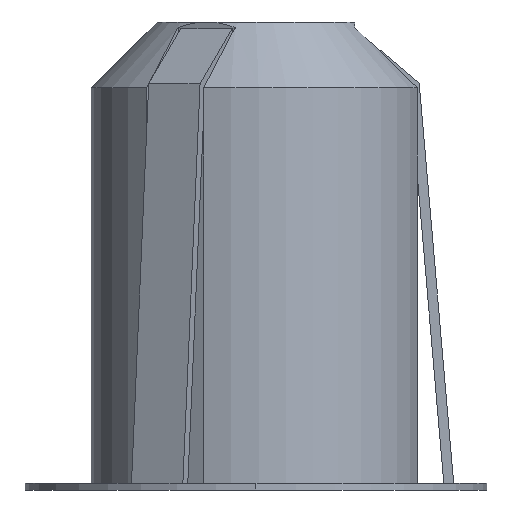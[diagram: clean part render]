
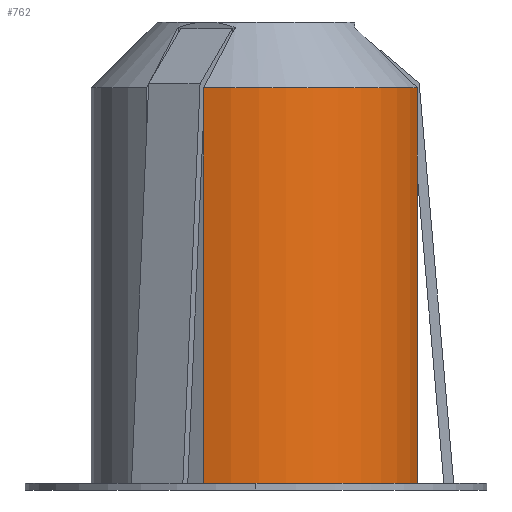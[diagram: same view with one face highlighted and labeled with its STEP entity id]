
A CAD part, left-side view. The second image highlights one B-rep face of the part: STEP entity #762.
In plain terms, the highlighted free-form (B-spline) face has degree [3, 1] with [4, 2] control points.
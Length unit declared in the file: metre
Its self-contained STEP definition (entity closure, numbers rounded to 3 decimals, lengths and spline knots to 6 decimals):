
#75=LINE('',#1152,#150);
#76=LINE('',#1166,#151);
#150=VECTOR('',#891,1.);
#151=VECTOR('',#892,1.);
#320=ORIENTED_EDGE('',*,*,#481,.F.);
#321=ORIENTED_EDGE('',*,*,#500,.F.);
#322=ORIENTED_EDGE('',*,*,#501,.F.);
#323=ORIENTED_EDGE('',*,*,#498,.T.);
#481=EDGE_CURVE('',#579,#580,#620,.F.);
#498=EDGE_CURVE('',#593,#580,#75,.T.);
#500=EDGE_CURVE('',#594,#579,#76,.T.);
#501=EDGE_CURVE('',#593,#594,#626,.T.);
#579=VERTEX_POINT('',#1095);
#580=VERTEX_POINT('',#1097);
#593=VERTEX_POINT('',#1153);
#594=VERTEX_POINT('',#1167);
#620=CIRCLE('',#801,0.025);
#626=CIRCLE('',#807,0.025);
#660=EDGE_LOOP('',(#320,#321,#322,#323));
#709=FACE_BOUND('',#660,.T.);
#736=(
BOUNDED_SURFACE()
B_SPLINE_SURFACE(3,1,((#1158,#1159),(#1160,#1161),(#1162,#1163),(#1164,
#1165)),.CYLINDRICAL_SURF.,.F.,.F.,.F.)
B_SPLINE_SURFACE_WITH_KNOTS((4,4),(2,2),(0.,1.),(0.,1.),
 .PIECEWISE_BEZIER_KNOTS.)
GEOMETRIC_REPRESENTATION_ITEM()
RATIONAL_B_SPLINE_SURFACE(((1.,1.),(0.674,0.674),
(0.674,0.674),(1.,1.)))
REPRESENTATION_ITEM('')
SURFACE()
);
#762=ADVANCED_FACE('',(#709),#736,.T.);
#801=AXIS2_PLACEMENT_3D('',#1096,#870,#871);
#807=AXIS2_PLACEMENT_3D('',#1168,#893,#894);
#870=DIRECTION('',(0.,0.,1.));
#871=DIRECTION('',(1.,0.,0.));
#891=DIRECTION('',(0.,0.,-1.));
#892=DIRECTION('',(0.,0.,-1.));
#893=DIRECTION('',(0.,0.,1.));
#894=DIRECTION('',(1.,0.,0.));
#1095=CARTESIAN_POINT('',(-0.005,-0.024495,0.001));
#1096=CARTESIAN_POINT('',(0.,0.,0.001));
#1097=CARTESIAN_POINT('',(-0.023713,0.007917,0.001));
#1152=CARTESIAN_POINT('',(-0.023713,0.007917,0.061));
#1153=CARTESIAN_POINT('',(-0.023713,0.007917,0.061));
#1158=CARTESIAN_POINT('',(-0.000322,-0.024998,0.064));
#1159=CARTESIAN_POINT('',(-0.000322,-0.024998,-0.002));
#1160=CARTESIAN_POINT('',(-0.021572,-0.024725,0.064));
#1161=CARTESIAN_POINT('',(-0.021572,-0.024725,-0.002));
#1162=CARTESIAN_POINT('',(-0.032198,-0.00632,0.064));
#1163=CARTESIAN_POINT('',(-0.032198,-0.00632,-0.002));
#1164=CARTESIAN_POINT('',(-0.02181,0.01222,0.064));
#1165=CARTESIAN_POINT('',(-0.02181,0.01222,-0.002));
#1166=CARTESIAN_POINT('',(-0.005,-0.024495,0.061));
#1167=CARTESIAN_POINT('',(-0.005,-0.024495,0.061));
#1168=CARTESIAN_POINT('',(0.,0.,0.061));
